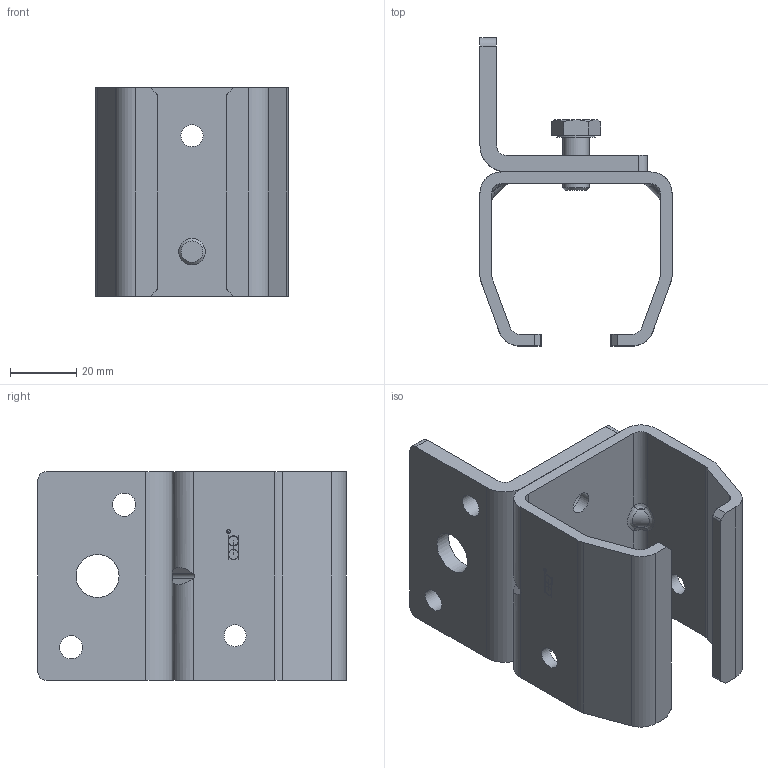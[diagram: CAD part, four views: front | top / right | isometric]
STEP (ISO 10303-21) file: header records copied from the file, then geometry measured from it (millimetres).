
FILE_DESCRIPTION(/* description */ ('Support Fixation Murale'),/* implementation_level */ '2;1');
FILE_NAME(/* name */ '9048V.stp',/* time_stamp */ '2024-04-16T16:25:49+02:00',/* author */ ('Giuliano'),/* organization */ (''),/* preprocessor_version */ 'ST-DEVELOPER v18.1',/* originating_system */ 'Autodesk Inventor 2021',/* authorisation */ '');
FILE_SCHEMA (('AUTOMOTIVE_DESIGN { 1 0 10303 214 3 1 1 }'));
Length unit declared in the file: millimetre
Products named in the file (5): 9048V; 9048VN; 15699; 15680; 04516
Assembly tree (4 placements, depth 3):
  9048V
    9048VN
      15699
      15680
    04516
Bounding box: 58 x 93 x 63 mm (x, y, z)
Volume: 62780.7 mm3; surface area: 35988.5 mm2
Topology: 3 solids, 3 shells, 270 faces, 685 edges, 447 vertices
Faces by surface type: plane 134, cylinder 63, bspline 60, cone 10, sphere 3
Full cylindrical faces by diameter (mm): 1.151 x1, 1.25 x1, 1.673 x1, 6.647 x4, 7 x2, 8 x1, 10 x2, 11.63 x1, 13 x1
Entity records: 9004 total; most frequent: CARTESIAN_POINT 2528, ORIENTED_EDGE 1370, DIRECTION 1160, EDGE_CURVE 685, VERTEX_POINT 447, LINE 402, VECTOR 402, AXIS2_PLACEMENT_3D 379
